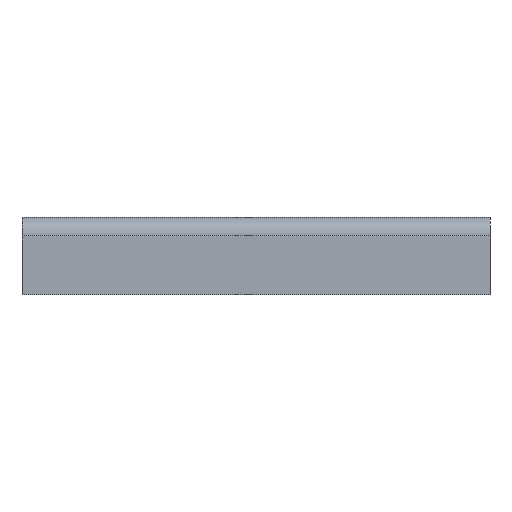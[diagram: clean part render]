
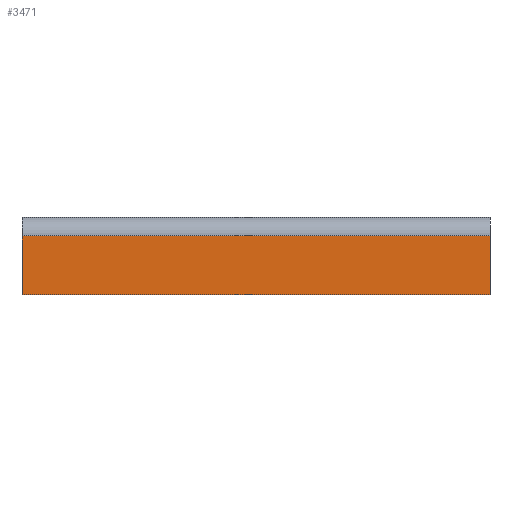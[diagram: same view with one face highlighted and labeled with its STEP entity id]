
A CAD part, front view. The second image highlights one B-rep face of the part: STEP entity #3471.
In plain terms, the highlighted planar face has unit normal (0, -1, 0).
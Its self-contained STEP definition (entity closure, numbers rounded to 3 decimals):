
#292=FACE_OUTER_BOUND('',#513,.T.);
#513=EDGE_LOOP('',(#2980,#2981,#2982,#2983));
#546=LINE('',#4709,#981);
#556=LINE('',#4732,#991);
#566=LINE('',#4753,#1001);
#743=LINE('',#5108,#1178);
#981=VECTOR('',#3791,10.);
#991=VECTOR('',#3805,10.);
#1001=VECTOR('',#3825,10.);
#1178=VECTOR('',#4134,10.);
#1446=VERTEX_POINT('',#4705);
#1448=VERTEX_POINT('',#4708);
#1458=VERTEX_POINT('',#4729);
#1459=VERTEX_POINT('',#4731);
#1741=EDGE_CURVE('',#1448,#1446,#546,.T.);
#1752=EDGE_CURVE('',#1459,#1458,#556,.T.);
#1764=EDGE_CURVE('',#1459,#1446,#566,.T.);
#1941=EDGE_CURVE('',#1448,#1458,#743,.T.);
#2980=ORIENTED_EDGE('',*,*,#1741,.T.);
#2981=ORIENTED_EDGE('',*,*,#1764,.F.);
#2982=ORIENTED_EDGE('',*,*,#1752,.T.);
#2983=ORIENTED_EDGE('',*,*,#1941,.F.);
#3284=PLANE('',#3722);
#3471=ADVANCED_FACE('',(#292),#3284,.T.);
#3722=AXIS2_PLACEMENT_3D('',#5499,#4515,#4516);
#3791=DIRECTION('',(0.,0.,1.));
#3805=DIRECTION('',(0.,0.,-1.));
#3825=DIRECTION('',(1.,0.,0.));
#4134=DIRECTION('',(-1.,0.,0.));
#4515=DIRECTION('center_axis',(0.,-1.,0.));
#4516=DIRECTION('ref_axis',(1.,0.,0.));
#4705=CARTESIAN_POINT('',(25.1,-41.9,-1.));
#4708=CARTESIAN_POINT('',(25.1,-41.9,-7.3));
#4709=CARTESIAN_POINT('',(25.1,-41.9,-3.65));
#4729=CARTESIAN_POINT('',(-25.1,-41.9,-7.3));
#4731=CARTESIAN_POINT('',(-25.1,-41.9,-1.));
#4732=CARTESIAN_POINT('',(-25.1,-41.9,-3.65));
#4753=CARTESIAN_POINT('',(-13.05,-41.9,-1.));
#5108=CARTESIAN_POINT('',(26.1,-41.9,-7.3));
#5499=CARTESIAN_POINT('Origin',(-26.1,-41.9,0.));
